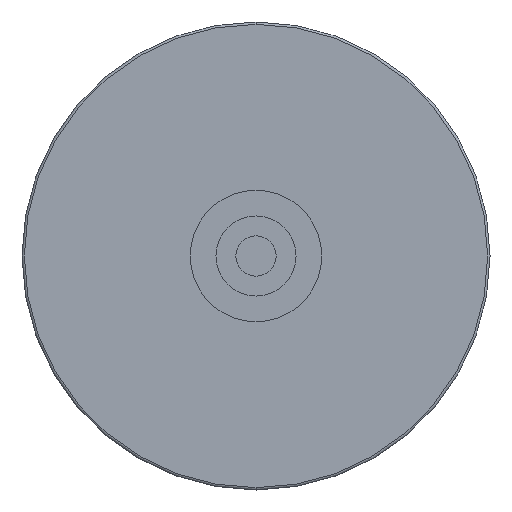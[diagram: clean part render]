
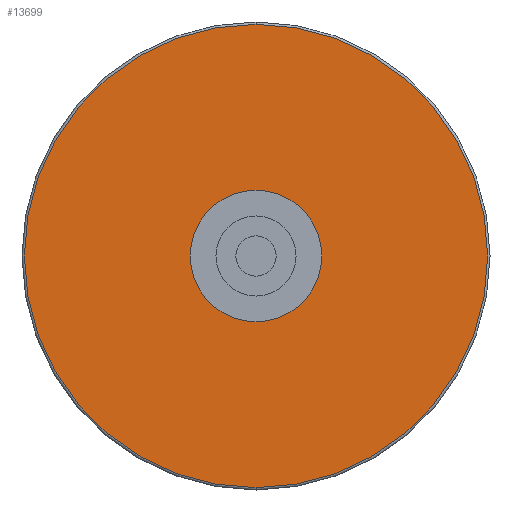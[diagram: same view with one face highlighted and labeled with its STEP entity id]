
A CAD part, front view. The second image highlights one B-rep face of the part: STEP entity #13699.
In plain terms, the highlighted planar face has unit normal (0, -1, 0).
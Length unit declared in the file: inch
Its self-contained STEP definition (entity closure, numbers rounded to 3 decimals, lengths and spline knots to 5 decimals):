
#215 = FACE_BOUND ( 'NONE', #5917, .T. ) ;
#1135 = CIRCLE ( 'NONE', #8585, 0.17106 ) ;
#1567 = DIRECTION ( 'NONE',  ( 0., -1., 0. ) ) ;
#2259 = VERTEX_POINT ( 'NONE', #3365 ) ;
#2575 = AXIS2_PLACEMENT_3D ( 'NONE', #3222, #14943, #11385 ) ;
#2732 = DIRECTION ( 'NONE',  ( 0., 0., 1. ) ) ;
#2850 = CIRCLE ( 'NONE', #4737, 0.99 ) ;
#2924 = FACE_OUTER_BOUND ( 'NONE', #3955, .T. ) ;
#3222 = CARTESIAN_POINT ( 'NONE',  ( 0., 0., 0. ) ) ;
#3365 = CARTESIAN_POINT ( 'NONE',  ( 0., 0., 0.99 ) ) ;
#3509 = EDGE_CURVE ( 'NONE', #2259, #5101, #4893, .T. ) ;
#3526 = ORIENTED_EDGE ( 'NONE', *, *, #13160, .F. ) ;
#3571 = EDGE_CURVE ( 'NONE', #5351, #14908, #5255, .T. ) ;
#3895 = CARTESIAN_POINT ( 'NONE',  ( -0.17106, 0., 0. ) ) ;
#3955 = EDGE_LOOP ( 'NONE', ( #13238, #10350 ) ) ;
#4737 = AXIS2_PLACEMENT_3D ( 'NONE', #12851, #1567, #2732 ) ;
#4893 = CIRCLE ( 'NONE', #2575, 0.99 ) ;
#5080 = DIRECTION ( 'NONE',  ( 0., 0., -1. ) ) ;
#5101 = VERTEX_POINT ( 'NONE', #5446 ) ;
#5255 = CIRCLE ( 'NONE', #13039, 0.17106 ) ;
#5351 = VERTEX_POINT ( 'NONE', #12249 ) ;
#5446 = CARTESIAN_POINT ( 'NONE',  ( 0., 0., -0.99 ) ) ;
#5917 = EDGE_LOOP ( 'NONE', ( #9959, #3526 ) ) ;
#6181 = DIRECTION ( 'NONE',  ( 0., 0., 1. ) ) ;
#6849 = CARTESIAN_POINT ( 'NONE',  ( 0., 0., 0.17106 ) ) ;
#7524 = AXIS2_PLACEMENT_3D ( 'NONE', #3895, #13224, #6181 ) ;
#8585 = AXIS2_PLACEMENT_3D ( 'NONE', #13961, #11699, #15013 ) ;
#9681 = PLANE ( 'NONE',  #7524 ) ;
#9788 = DIRECTION ( 'NONE',  ( 0., -1., 0. ) ) ;
#9959 = ORIENTED_EDGE ( 'NONE', *, *, #3571, .F. ) ;
#10350 = ORIENTED_EDGE ( 'NONE', *, *, #15039, .T. ) ;
#11385 = DIRECTION ( 'NONE',  ( 0., 0., 1. ) ) ;
#11699 = DIRECTION ( 'NONE',  ( 0., -1., 0. ) ) ;
#12249 = CARTESIAN_POINT ( 'NONE',  ( 0., 0., -0.17106 ) ) ;
#12851 = CARTESIAN_POINT ( 'NONE',  ( 0., 0., 0. ) ) ;
#13039 = AXIS2_PLACEMENT_3D ( 'NONE', #14348, #9788, #5080 ) ;
#13160 = EDGE_CURVE ( 'NONE', #14908, #5351, #1135, .T. ) ;
#13224 = DIRECTION ( 'NONE',  ( 0., 1., 0. ) ) ;
#13238 = ORIENTED_EDGE ( 'NONE', *, *, #3509, .T. ) ;
#13699 = ADVANCED_FACE ( 'NONE', ( #2924, #215 ), #9681, .F. ) ;
#13961 = CARTESIAN_POINT ( 'NONE',  ( 0., 0., 0. ) ) ;
#14348 = CARTESIAN_POINT ( 'NONE',  ( 0., 0., 0. ) ) ;
#14908 = VERTEX_POINT ( 'NONE', #6849 ) ;
#14943 = DIRECTION ( 'NONE',  ( 0., -1., 0. ) ) ;
#15013 = DIRECTION ( 'NONE',  ( 0., 0., -1. ) ) ;
#15039 = EDGE_CURVE ( 'NONE', #5101, #2259, #2850, .T. ) ;
